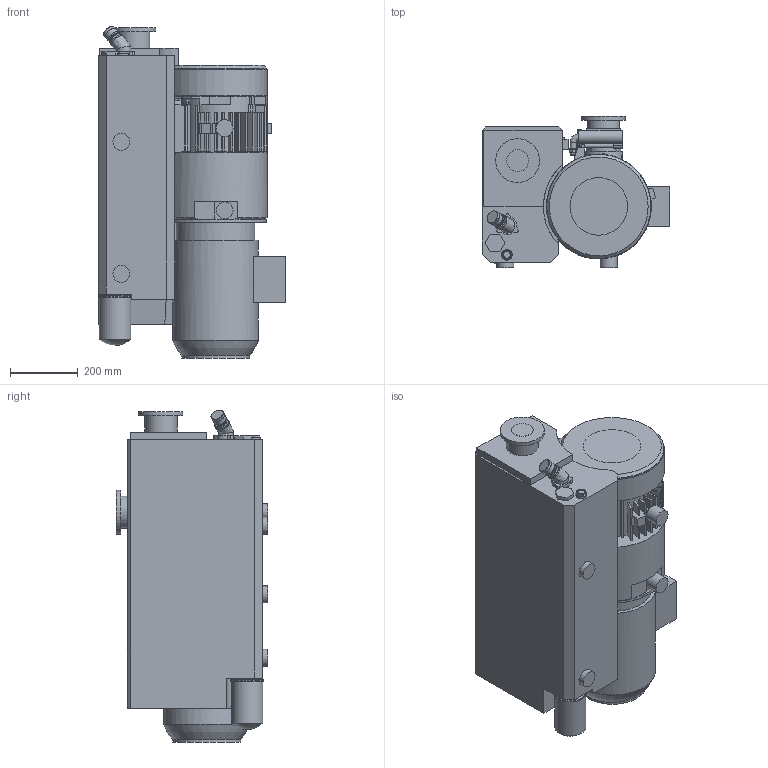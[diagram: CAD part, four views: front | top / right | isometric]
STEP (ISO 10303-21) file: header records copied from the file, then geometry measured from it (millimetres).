
FILE_DESCRIPTION((''),'2;1');
FILE_NAME('PK900406.stp','2010-04-20T10:37:55',('WANGORSCH-V'),(''),'Autodesk Inventor 2009','Autodesk Inventor 2009','');
FILE_SCHEMA(('CONFIG_CONTROL_DESIGN'));
Length unit declared in the file: millimetre
Products named in the file (1): PK900406_sy
Bounding box: 555 x 446.5 x 981.41 mm (x, y, z)
Volume: 121915037 mm3; surface area: 2783797.5 mm2
Topology: 6 solids, 6 shells, 676 faces, 1780 edges, 1164 vertices
Faces by surface type: plane 442, cylinder 175, bspline 32, torus 16, cone 9, sphere 2
Full cylindrical faces by diameter (mm): 8 x1, 9.5 x1, 12 x2, 13.15 x1, 14 x2, 15 x4, 16 x4, 18 x1, 20 x3, 28 x3, 30 x4, 32 x1, 38 x1, 39 x1, 40 x1, 44 x1, 45 x2, 50 x6, 60 x2, 64.56 x4, 75 x1, 85 x1, 93 x1, 95 x2, 98 x1, 102 x1, 130 x2, 165 x1, 201 x1, 232 x1
Entity records: 22831 total; most frequent: CARTESIAN_POINT 6322, DIRECTION 3434, ORIENTED_EDGE 3360, EDGE_CURVE 1680, AXIS2_PLACEMENT_3D 1230, VERTEX_POINT 1141, VECTOR 974, LINE 974
